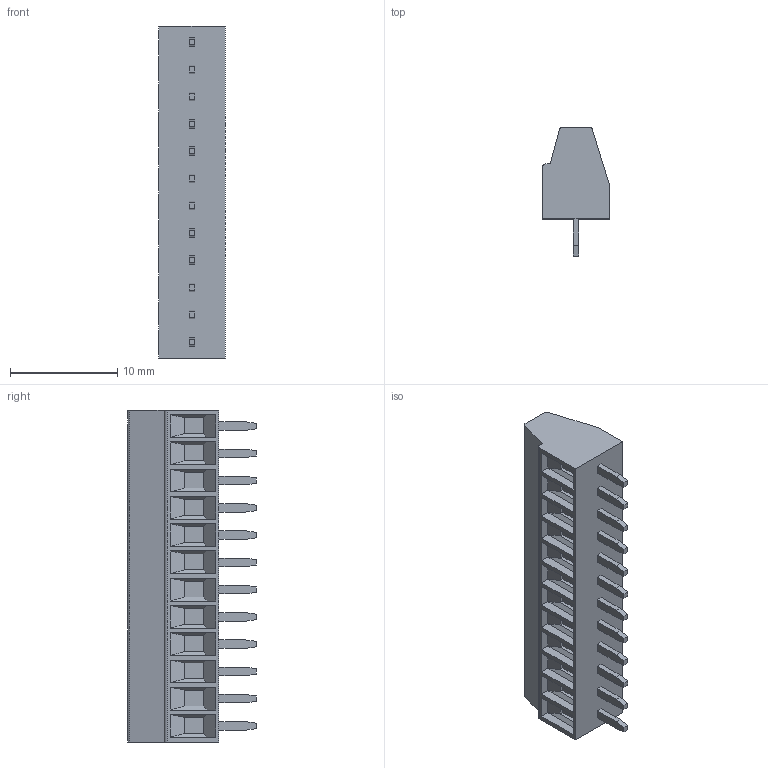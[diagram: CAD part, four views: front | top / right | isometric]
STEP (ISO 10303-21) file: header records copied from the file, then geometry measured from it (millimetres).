
FILE_DESCRIPTION((''),'2;1');
FILE_NAME('PRT0008','2024-08-24T10:11:44',('tluser'),(''),'CREO PARAMETRIC BY PTC INC, 2018100','CREO PARAMETRIC BY PTC INC, 2018100','');
FILE_SCHEMA(('AUTOMOTIVE_DESIGN { 1 0 10303 214 1 1 1 1 }'));
Length unit declared in the file: millimetre
Products named in the file (1): PRT0008
Bounding box: 6.2 x 12 x 30.94 mm (x, y, z)
Volume: 1235.9 mm3; surface area: 1275.7 mm2
Topology: 1 solids, 1 shells, 325 faces, 789 edges, 502 vertices
Faces by surface type: plane 297, cylinder 28
Entity records: 9425 total; most frequent: CARTESIAN_POINT 1627, ORIENTED_EDGE 1578, DIRECTION 1556, EDGE_CURVE 789, VECTOR 685, LINE 685, VERTEX_POINT 502, AXIS2_PLACEMENT_3D 434
